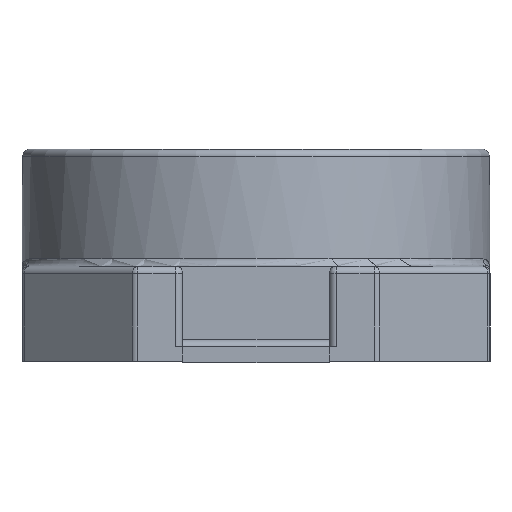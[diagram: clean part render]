
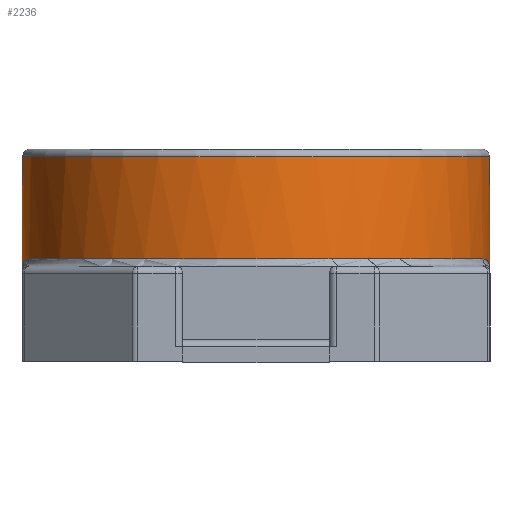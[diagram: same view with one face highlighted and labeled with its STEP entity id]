
A CAD part, left-side view. The second image highlights one B-rep face of the part: STEP entity #2236.
In plain terms, the highlighted cylindrical face has radius 1.6 mm (diameter 3.2 mm), a partial arc.
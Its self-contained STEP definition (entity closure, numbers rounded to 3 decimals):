
#49=CYLINDRICAL_SURFACE('',#2422,1.6);
#94=B_SPLINE_CURVE_WITH_KNOTS('',3,(#3538,#3539,#3540,#3541,#3542,#3543),
 .UNSPECIFIED.,.F.,.F.,(4,2,4),(-0.001,0.,0.041),
 .UNSPECIFIED.);
#95=B_SPLINE_CURVE_WITH_KNOTS('',3,(#3545,#3546,#3547,#3548,#3549,#3550),
 .UNSPECIFIED.,.F.,.F.,(4,2,4),(0.078,0.118,0.119),
 .UNSPECIFIED.);
#96=B_SPLINE_CURVE_WITH_KNOTS('',3,(#3554,#3555,#3556,#3557,#3558,#3559),
 .UNSPECIFIED.,.F.,.F.,(4,2,4),(-0.001,0.,0.041),
 .UNSPECIFIED.);
#97=B_SPLINE_CURVE_WITH_KNOTS('',3,(#3561,#3562,#3563,#3564,#3565,#3566),
 .UNSPECIFIED.,.F.,.F.,(4,2,4),(0.078,0.118,0.119),
 .UNSPECIFIED.);
#155=CIRCLE('',#2407,1.6);
#165=CIRCLE('',#2423,1.6);
#166=CIRCLE('',#2424,1.6);
#167=CIRCLE('',#2425,1.6);
#287=FACE_OUTER_BOUND('',#431,.T.);
#431=EDGE_LOOP('',(#1582,#1583,#1584,#1585,#1586,#1587,#1588,#1589,#1590,
#1591));
#612=LINE('',#3534,#792);
#613=LINE('',#3569,#793);
#792=VECTOR('',#2792,10.);
#793=VECTOR('',#2799,10.);
#971=VERTEX_POINT('',#3501);
#973=VERTEX_POINT('',#3507);
#979=VERTEX_POINT('',#3533);
#980=VERTEX_POINT('',#3535);
#981=VERTEX_POINT('',#3537);
#982=VERTEX_POINT('',#3544);
#983=VERTEX_POINT('',#3551);
#984=VERTEX_POINT('',#3553);
#985=VERTEX_POINT('',#3560);
#986=VERTEX_POINT('',#3567);
#1192=EDGE_CURVE('',#971,#973,#155,.T.);
#1204=EDGE_CURVE('',#979,#971,#612,.T.);
#1205=EDGE_CURVE('',#980,#979,#165,.T.);
#1206=EDGE_CURVE('',#981,#980,#94,.T.);
#1207=EDGE_CURVE('',#982,#981,#95,.T.);
#1208=EDGE_CURVE('',#983,#982,#166,.T.);
#1209=EDGE_CURVE('',#984,#983,#96,.T.);
#1210=EDGE_CURVE('',#985,#984,#97,.T.);
#1211=EDGE_CURVE('',#986,#985,#167,.T.);
#1212=EDGE_CURVE('',#973,#986,#613,.T.);
#1582=ORIENTED_EDGE('',*,*,#1192,.F.);
#1583=ORIENTED_EDGE('',*,*,#1204,.F.);
#1584=ORIENTED_EDGE('',*,*,#1205,.F.);
#1585=ORIENTED_EDGE('',*,*,#1206,.F.);
#1586=ORIENTED_EDGE('',*,*,#1207,.F.);
#1587=ORIENTED_EDGE('',*,*,#1208,.F.);
#1588=ORIENTED_EDGE('',*,*,#1209,.F.);
#1589=ORIENTED_EDGE('',*,*,#1210,.F.);
#1590=ORIENTED_EDGE('',*,*,#1211,.F.);
#1591=ORIENTED_EDGE('',*,*,#1212,.F.);
#2236=ADVANCED_FACE('',(#287),#49,.T.);
#2407=AXIS2_PLACEMENT_3D('',#3511,#2758,#2759);
#2422=AXIS2_PLACEMENT_3D('',#3532,#2790,#2791);
#2423=AXIS2_PLACEMENT_3D('',#3536,#2793,#2794);
#2424=AXIS2_PLACEMENT_3D('',#3552,#2795,#2796);
#2425=AXIS2_PLACEMENT_3D('',#3568,#2797,#2798);
#2758=DIRECTION('center_axis',(0.,0.,1.));
#2759=DIRECTION('ref_axis',(-1.,0.,0.));
#2790=DIRECTION('center_axis',(0.,0.,1.));
#2791=DIRECTION('ref_axis',(-1.,0.,0.));
#2792=DIRECTION('',(0.,0.,1.));
#2793=DIRECTION('center_axis',(0.,0.,-1.));
#2794=DIRECTION('ref_axis',(0.452,0.892,0.));
#2795=DIRECTION('center_axis',(0.,0.,-1.));
#2796=DIRECTION('ref_axis',(-1.,0.,0.));
#2797=DIRECTION('center_axis',(0.,0.,-1.));
#2798=DIRECTION('ref_axis',(0.452,-0.892,0.));
#2799=DIRECTION('',(0.,0.,-1.));
#3501=CARTESIAN_POINT('',(1.291,0.945,1.4));
#3507=CARTESIAN_POINT('',(1.291,-0.945,1.4));
#3511=CARTESIAN_POINT('Origin',(0.,0.,1.4));
#3532=CARTESIAN_POINT('Origin',(0.,0.,0.65));
#3533=CARTESIAN_POINT('',(1.291,0.945,0.7));
#3534=CARTESIAN_POINT('',(1.291,0.945,0.65));
#3535=CARTESIAN_POINT('',(0.391,1.552,0.7));
#3536=CARTESIAN_POINT('Origin',(0.,0.,0.7));
#3537=CARTESIAN_POINT('',(0.,1.6,0.65));
#3538=CARTESIAN_POINT('Ctrl Pts',(0.,1.6,0.65));
#3539=CARTESIAN_POINT('Ctrl Pts',(0.002,1.6,0.65));
#3540=CARTESIAN_POINT('Ctrl Pts',(0.003,1.6,
0.651));
#3541=CARTESIAN_POINT('Ctrl Pts',(0.134,1.6,0.674));
#3542=CARTESIAN_POINT('Ctrl Pts',(0.264,1.584,0.7));
#3543=CARTESIAN_POINT('Ctrl Pts',(0.391,1.552,0.7));
#3544=CARTESIAN_POINT('',(-0.391,1.552,0.7));
#3545=CARTESIAN_POINT('Ctrl Pts',(-0.391,1.552,0.7));
#3546=CARTESIAN_POINT('Ctrl Pts',(-0.264,1.584,0.7));
#3547=CARTESIAN_POINT('Ctrl Pts',(-0.134,1.6,0.674));
#3548=CARTESIAN_POINT('Ctrl Pts',(-0.003,1.6,
0.651));
#3549=CARTESIAN_POINT('Ctrl Pts',(-0.002,1.6,0.65));
#3550=CARTESIAN_POINT('Ctrl Pts',(0.,1.6,0.65));
#3551=CARTESIAN_POINT('',(-0.391,-1.552,0.7));
#3552=CARTESIAN_POINT('Origin',(0.,0.,0.7));
#3553=CARTESIAN_POINT('',(0.,-1.6,0.65));
#3554=CARTESIAN_POINT('Ctrl Pts',(0.,-1.6,0.65));
#3555=CARTESIAN_POINT('Ctrl Pts',(-0.002,-1.6,0.65));
#3556=CARTESIAN_POINT('Ctrl Pts',(-0.003,-1.6,
0.651));
#3557=CARTESIAN_POINT('Ctrl Pts',(-0.134,-1.6,
0.674));
#3558=CARTESIAN_POINT('Ctrl Pts',(-0.264,-1.584,
0.7));
#3559=CARTESIAN_POINT('Ctrl Pts',(-0.391,-1.552,
0.7));
#3560=CARTESIAN_POINT('',(0.391,-1.552,0.7));
#3561=CARTESIAN_POINT('Ctrl Pts',(0.391,-1.552,0.7));
#3562=CARTESIAN_POINT('Ctrl Pts',(0.264,-1.584,0.7));
#3563=CARTESIAN_POINT('Ctrl Pts',(0.134,-1.6,0.674));
#3564=CARTESIAN_POINT('Ctrl Pts',(0.003,-1.6,
0.651));
#3565=CARTESIAN_POINT('Ctrl Pts',(0.002,-1.6,0.65));
#3566=CARTESIAN_POINT('Ctrl Pts',(0.,-1.6,0.65));
#3567=CARTESIAN_POINT('',(1.291,-0.945,0.7));
#3568=CARTESIAN_POINT('Origin',(0.,0.,0.7));
#3569=CARTESIAN_POINT('',(1.291,-0.945,0.65));
